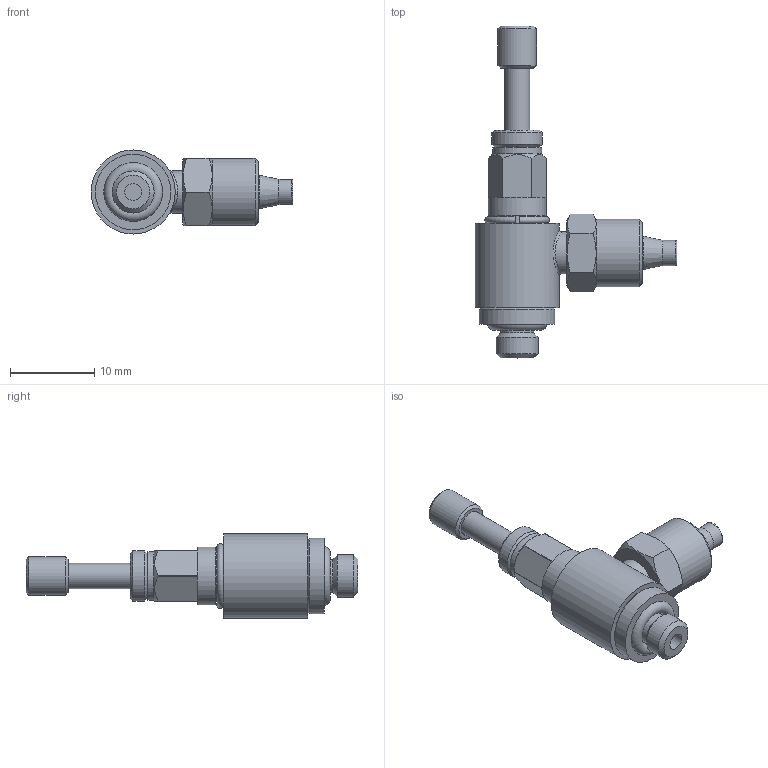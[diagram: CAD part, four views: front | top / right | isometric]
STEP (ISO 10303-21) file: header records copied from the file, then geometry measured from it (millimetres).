
FILE_DESCRIPTION( ( 'STEP AP214' ), '1' );
FILE_NAME( '04320C20.stp', '2021-04-21T09:24:25', ( 'License CC BY-ND 4.0' ), ( 'CADENAS' ), ' ', 'PARTsolutions', ' ' );
FILE_SCHEMA( ( 'AUTOMOTIVE_DESIGN { 1 0 10303 214 1 1 1 1 }' ) );
Length unit declared in the file: metre
Products named in the file (3): 04320C20; NONE
Assembly tree (2 placements, depth 2):
  04320C20
    NONE
    NONE
Bounding box: 24 x 39.5 x 10 mm (x, y, z)
Volume: 1970.3 mm3; surface area: 1487.1 mm2
Topology: 2 solids, 2 shells, 78 faces, 171 edges, 111 vertices
Faces by surface type: plane 36, cone 20, cylinder 17, torus 3, bspline 2
Full cylindrical faces by diameter (mm): 2 x1, 2.25 x1, 3 x2, 3.9 x1, 4 x1, 4.6 x1, 5 x2, 5.15 x1, 5.8 x1, 6 x1, 6.3 x1, 6.9 x1, 8 x1, 9 x1, 10 x1
Entity records: 3034 total; most frequent: CARTESIAN_POINT 851, DIRECTION 312, ORIENTED_EDGE 258, AXIS2_PLACEMENT_3D 144, EDGE_CURVE 129, EDGE_LOOP 126, VERTEX_POINT 103, FACE_OUTER_BOUND 98
